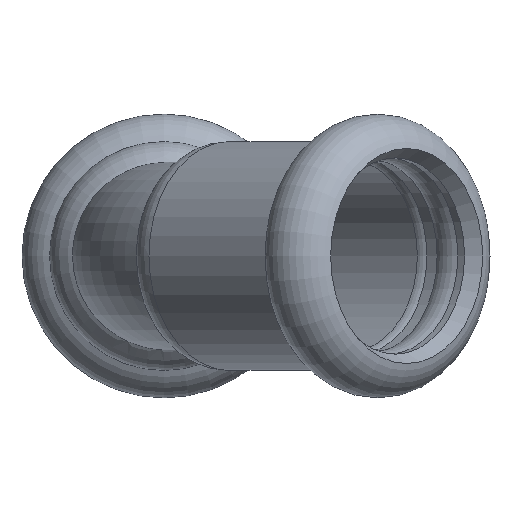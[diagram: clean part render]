
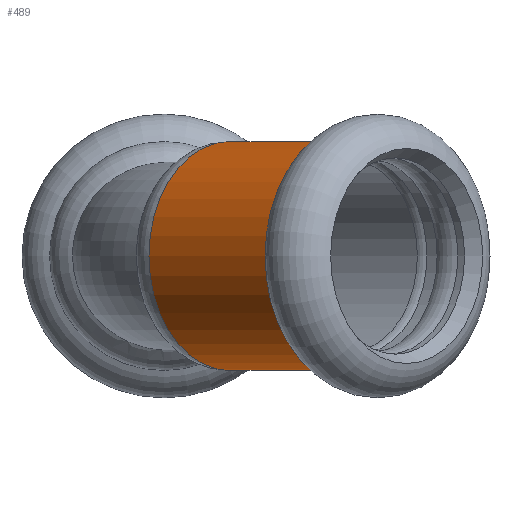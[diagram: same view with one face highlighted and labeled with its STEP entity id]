
A CAD part, left-side view. The second image highlights one B-rep face of the part: STEP entity #489.
In plain terms, the highlighted cylindrical face has radius 9.15 mm (diameter 18.3 mm), a full revolution.
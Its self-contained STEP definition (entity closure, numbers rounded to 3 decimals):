
#33=LINE('',#967,#43);
#43=VECTOR('',#715,9.15);
#53=CYLINDRICAL_SURFACE('',#573,9.15);
#67=FACE_OUTER_BOUND('',#89,.T.);
#89=EDGE_LOOP('',(#373,#374,#375,#376,#377,#378,#379,#380));
#109=CIRCLE('',#532,9.15);
#110=CIRCLE('',#533,9.15);
#115=CIRCLE('',#538,9.15);
#135=CIRCLE('',#564,9.15);
#137=CIRCLE('',#566,9.15);
#138=CIRCLE('',#567,9.15);
#168=VERTEX_POINT('',#799);
#169=VERTEX_POINT('',#800);
#170=VERTEX_POINT('',#802);
#191=VERTEX_POINT('',#857);
#192=VERTEX_POINT('',#858);
#196=VERTEX_POINT('',#908);
#230=EDGE_CURVE('',#168,#169,#109,.T.);
#231=EDGE_CURVE('',#170,#168,#110,.T.);
#236=EDGE_CURVE('',#169,#170,#115,.T.);
#259=EDGE_CURVE('',#191,#192,#135,.T.);
#264=EDGE_CURVE('',#192,#196,#137,.T.);
#265=EDGE_CURVE('',#196,#191,#138,.T.);
#273=EDGE_CURVE('',#169,#196,#33,.T.);
#373=ORIENTED_EDGE('',*,*,#230,.T.);
#374=ORIENTED_EDGE('',*,*,#273,.T.);
#375=ORIENTED_EDGE('',*,*,#264,.F.);
#376=ORIENTED_EDGE('',*,*,#259,.F.);
#377=ORIENTED_EDGE('',*,*,#265,.F.);
#378=ORIENTED_EDGE('',*,*,#273,.F.);
#379=ORIENTED_EDGE('',*,*,#236,.T.);
#380=ORIENTED_EDGE('',*,*,#231,.T.);
#489=ADVANCED_FACE('',(#67),#53,.T.);
#532=AXIS2_PLACEMENT_3D('',#801,#628,#629);
#533=AXIS2_PLACEMENT_3D('',#803,#630,#631);
#538=AXIS2_PLACEMENT_3D('',#811,#640,#641);
#564=AXIS2_PLACEMENT_3D('',#859,#695,#696);
#566=AXIS2_PLACEMENT_3D('',#909,#699,#700);
#567=AXIS2_PLACEMENT_3D('',#910,#701,#702);
#573=AXIS2_PLACEMENT_3D('',#966,#713,#714);
#628=DIRECTION('center_axis',(0.707,0.707,0.));
#629=DIRECTION('ref_axis',(-0.707,0.707,0.));
#630=DIRECTION('center_axis',(0.707,0.707,0.));
#631=DIRECTION('ref_axis',(-0.707,0.707,0.));
#640=DIRECTION('center_axis',(0.707,0.707,0.));
#641=DIRECTION('ref_axis',(-0.707,0.707,0.));
#695=DIRECTION('center_axis',(0.707,0.707,0.));
#696=DIRECTION('ref_axis',(-0.707,0.707,0.));
#699=DIRECTION('center_axis',(0.707,0.707,0.));
#700=DIRECTION('ref_axis',(-0.707,0.707,0.));
#701=DIRECTION('center_axis',(0.707,0.707,0.));
#702=DIRECTION('ref_axis',(-0.707,0.707,0.));
#713=DIRECTION('center_axis',(0.707,0.707,0.));
#714=DIRECTION('ref_axis',(-0.707,0.707,0.));
#715=DIRECTION('',(0.707,0.707,0.));
#799=CARTESIAN_POINT('',(-42.318,-14.862,9.15));
#800=CARTESIAN_POINT('',(-35.848,-21.332,0.));
#801=CARTESIAN_POINT('Origin',(-42.318,-14.862,0.));
#802=CARTESIAN_POINT('',(-42.318,-14.862,-9.15));
#803=CARTESIAN_POINT('Origin',(-42.318,-14.862,0.));
#811=CARTESIAN_POINT('Origin',(-42.318,-14.862,0.));
#857=CARTESIAN_POINT('',(-39.198,1.198,0.));
#858=CARTESIAN_POINT('',(-32.728,-5.272,9.15));
#859=CARTESIAN_POINT('Origin',(-32.728,-5.272,0.));
#908=CARTESIAN_POINT('',(-26.258,-11.742,0.));
#909=CARTESIAN_POINT('Origin',(-32.728,-5.272,0.));
#910=CARTESIAN_POINT('Origin',(-32.728,-5.272,0.));
#966=CARTESIAN_POINT('Origin',(-37.523,-10.067,0.));
#967=CARTESIAN_POINT('',(-31.053,-16.537,0.));
